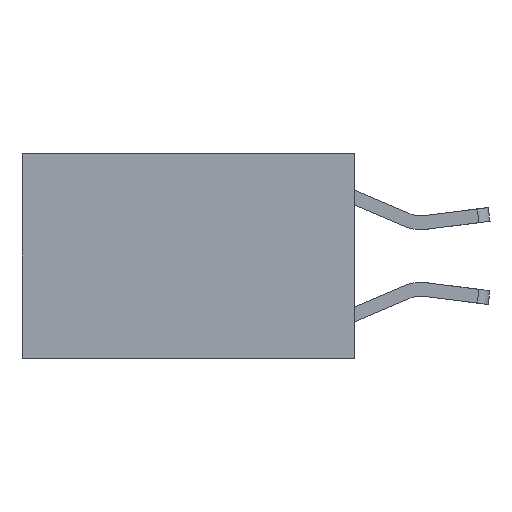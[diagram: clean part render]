
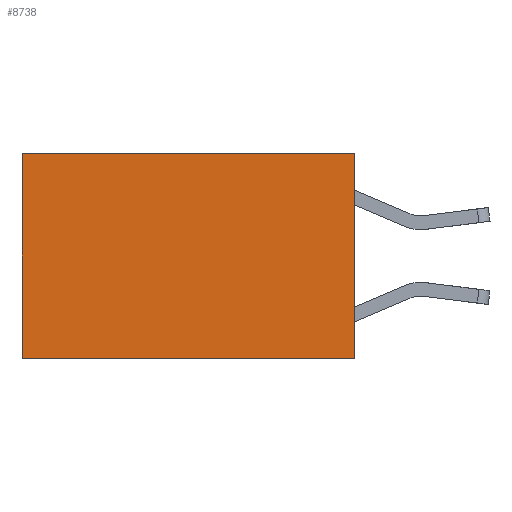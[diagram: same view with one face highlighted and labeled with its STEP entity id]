
A CAD part, left-side view. The second image highlights one B-rep face of the part: STEP entity #8738.
In plain terms, the highlighted planar face has unit normal (-1, 0, 0).
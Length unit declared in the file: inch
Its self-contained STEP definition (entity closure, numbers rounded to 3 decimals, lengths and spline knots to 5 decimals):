
#33 = VECTOR ( 'NONE', #5001, 39.37008 ) ;
#736 = ORIENTED_EDGE ( 'NONE', *, *, #8560, .T. ) ;
#872 = CARTESIAN_POINT ( 'NONE',  ( 0.2625, 0., 0. ) ) ;
#1178 = CARTESIAN_POINT ( 'NONE',  ( 0.2625, 0., 0. ) ) ;
#1636 = CARTESIAN_POINT ( 'NONE',  ( 0.2625, 0., -0.37 ) ) ;
#1821 = ORIENTED_EDGE ( 'NONE', *, *, #7538, .T. ) ;
#1880 = ORIENTED_EDGE ( 'NONE', *, *, #9543, .F. ) ;
#1918 = ORIENTED_EDGE ( 'NONE', *, *, #5409, .F. ) ;
#2407 = PLANE ( 'NONE',  #4592 ) ;
#2716 = VERTEX_POINT ( 'NONE', #3672 ) ;
#3078 = VERTEX_POINT ( 'NONE', #5987 ) ;
#3137 = DIRECTION ( 'NONE',  ( 1., 0., 0. ) ) ;
#3365 = EDGE_LOOP ( 'NONE', ( #736, #1918, #1880, #1821 ) ) ;
#3580 = LINE ( 'NONE', #1178, #5311 ) ;
#3672 = CARTESIAN_POINT ( 'NONE',  ( 0.2625, 0.6, -0.37 ) ) ;
#4248 = DIRECTION ( 'NONE',  ( 0., 0., -1. ) ) ;
#4592 = AXIS2_PLACEMENT_3D ( 'NONE', #872, #3137, #8379 ) ;
#4877 = LINE ( 'NONE', #9535, #8418 ) ;
#5001 = DIRECTION ( 'NONE',  ( 0., 1., 0. ) ) ;
#5212 = CARTESIAN_POINT ( 'NONE',  ( 0.2625, 0., 0. ) ) ;
#5232 = LINE ( 'NONE', #1636, #9031 ) ;
#5311 = VECTOR ( 'NONE', #7107, 39.37008 ) ;
#5409 = EDGE_CURVE ( 'NONE', #6942, #2716, #5232, .T. ) ;
#5509 = VERTEX_POINT ( 'NONE', #6501 ) ;
#5987 = CARTESIAN_POINT ( 'NONE',  ( 0.2625, 0., 0. ) ) ;
#6501 = CARTESIAN_POINT ( 'NONE',  ( 0.2625, 0.6, 0. ) ) ;
#6942 = VERTEX_POINT ( 'NONE', #9115 ) ;
#7107 = DIRECTION ( 'NONE',  ( 0., 0., -1. ) ) ;
#7538 = EDGE_CURVE ( 'NONE', #3078, #5509, #7974, .T. ) ;
#7552 = FACE_OUTER_BOUND ( 'NONE', #3365, .T. ) ;
#7974 = LINE ( 'NONE', #5212, #33 ) ;
#8379 = DIRECTION ( 'NONE',  ( 0., 0., -1. ) ) ;
#8418 = VECTOR ( 'NONE', #4248, 39.37008 ) ;
#8560 = EDGE_CURVE ( 'NONE', #5509, #2716, #4877, .T. ) ;
#8738 = ADVANCED_FACE ( 'NONE', ( #7552 ), #2407, .F. ) ;
#9031 = VECTOR ( 'NONE', #9660, 39.37008 ) ;
#9115 = CARTESIAN_POINT ( 'NONE',  ( 0.2625, 0., -0.37 ) ) ;
#9535 = CARTESIAN_POINT ( 'NONE',  ( 0.2625, 0.6, 0. ) ) ;
#9543 = EDGE_CURVE ( 'NONE', #3078, #6942, #3580, .T. ) ;
#9660 = DIRECTION ( 'NONE',  ( 0., 1., 0. ) ) ;
